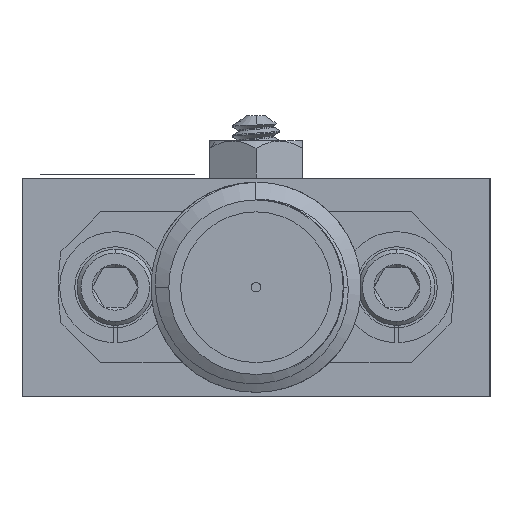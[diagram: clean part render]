
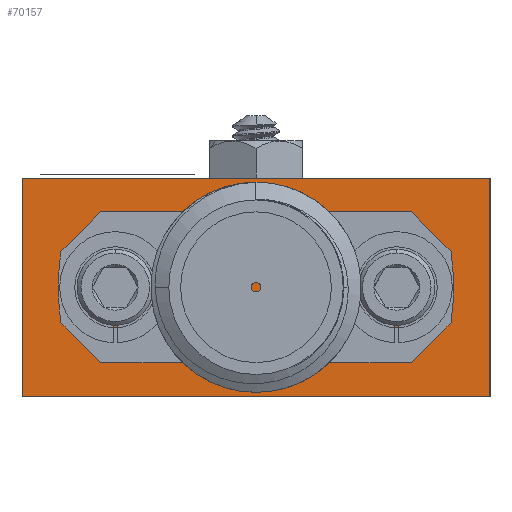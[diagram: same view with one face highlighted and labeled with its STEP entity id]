
A CAD part, left-side view. The second image highlights one B-rep face of the part: STEP entity #70157.
In plain terms, the highlighted planar face has unit normal (-1, 0, 0).
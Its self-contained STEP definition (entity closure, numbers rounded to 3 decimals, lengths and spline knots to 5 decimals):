
#540 = ORIENTED_EDGE ( 'NONE', *, *, #70838, .T. ) ;
#994 = PLANE ( 'NONE',  #16600 ) ;
#6665 = DIRECTION ( 'NONE',  ( 0., -1., 0. ) ) ;
#10683 = LINE ( 'NONE', #83333, #96916 ) ;
#14396 = CARTESIAN_POINT ( 'NONE',  ( -0.935, 0.295, 0. ) ) ;
#16168 = LINE ( 'NONE', #55966, #94585 ) ;
#16600 = AXIS2_PLACEMENT_3D ( 'NONE', #24758, #51006, #93049 ) ;
#21531 = EDGE_CURVE ( 'NONE', #64945, #43048, #31425, .T. ) ;
#22386 = ORIENTED_EDGE ( 'NONE', *, *, #95305, .F. ) ;
#24758 = CARTESIAN_POINT ( 'NONE',  ( -0.935, 0.295, 0.275 ) ) ;
#25333 = DIRECTION ( 'NONE',  ( 0., 0., -1. ) ) ;
#26588 = CARTESIAN_POINT ( 'NONE',  ( -0.935, -0.295, 0.275 ) ) ;
#31425 = LINE ( 'NONE', #48255, #49573 ) ;
#33233 = CARTESIAN_POINT ( 'NONE',  ( -0.935, 0.295, 0.275 ) ) ;
#34612 = VECTOR ( 'NONE', #25333, 39.37008 ) ;
#34837 = EDGE_CURVE ( 'NONE', #54907, #58922, #46309, .T. ) ;
#41127 = ORIENTED_EDGE ( 'NONE', *, *, #21531, .F. ) ;
#41678 = DIRECTION ( 'NONE',  ( 0., -1., 0. ) ) ;
#43048 = VERTEX_POINT ( 'NONE', #78123 ) ;
#46309 = LINE ( 'NONE', #66973, #34612 ) ;
#48255 = CARTESIAN_POINT ( 'NONE',  ( -0.935, -0.295, 0.275 ) ) ;
#49573 = VECTOR ( 'NONE', #74209, 39.37008 ) ;
#51006 = DIRECTION ( 'NONE',  ( 1., 0., 0. ) ) ;
#54907 = VERTEX_POINT ( 'NONE', #33233 ) ;
#55966 = CARTESIAN_POINT ( 'NONE',  ( -0.935, 0.295, 0. ) ) ;
#58922 = VERTEX_POINT ( 'NONE', #14396 ) ;
#64945 = VERTEX_POINT ( 'NONE', #26588 ) ;
#66973 = CARTESIAN_POINT ( 'NONE',  ( -0.935, 0.295, 0.275 ) ) ;
#68746 = ORIENTED_EDGE ( 'NONE', *, *, #34837, .T. ) ;
#70157 = ADVANCED_FACE ( 'NONE', ( #103710 ), #994, .F. ) ;
#70838 = EDGE_CURVE ( 'NONE', #58922, #43048, #16168, .T. ) ;
#74209 = DIRECTION ( 'NONE',  ( 0., 0., -1. ) ) ;
#78123 = CARTESIAN_POINT ( 'NONE',  ( -0.935, -0.295, 0. ) ) ;
#78223 = EDGE_LOOP ( 'NONE', ( #540, #41127, #22386, #68746 ) ) ;
#83333 = CARTESIAN_POINT ( 'NONE',  ( -0.935, 0.295, 0.275 ) ) ;
#93049 = DIRECTION ( 'NONE',  ( 0., 0., -1. ) ) ;
#94585 = VECTOR ( 'NONE', #6665, 39.37008 ) ;
#95305 = EDGE_CURVE ( 'NONE', #54907, #64945, #10683, .T. ) ;
#96916 = VECTOR ( 'NONE', #41678, 39.37008 ) ;
#103710 = FACE_OUTER_BOUND ( 'NONE', #78223, .T. ) ;
